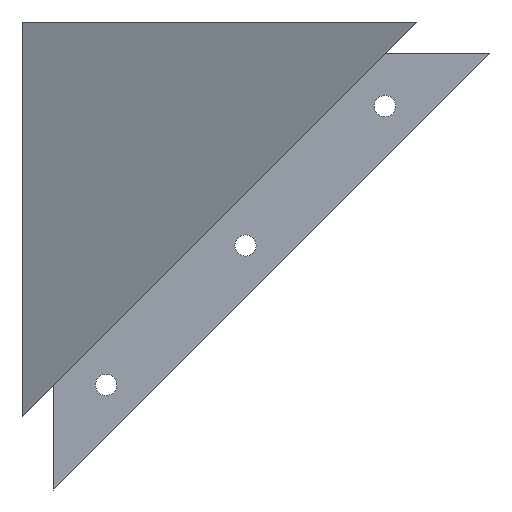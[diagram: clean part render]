
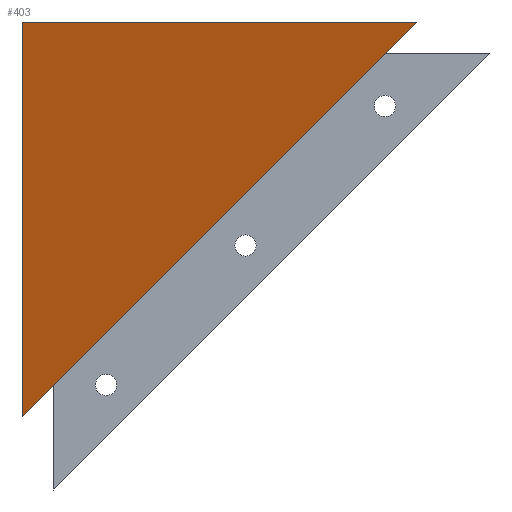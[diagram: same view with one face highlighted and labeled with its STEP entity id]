
A CAD part, front view. The second image highlights one B-rep face of the part: STEP entity #403.
In plain terms, the highlighted planar face has unit normal (-0.577, -0.577, 0.577).
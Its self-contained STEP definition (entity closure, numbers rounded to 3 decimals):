
#23=PLANE('',#455);
#53=LINE('',#667,#86);
#54=LINE('',#669,#87);
#56=LINE('',#673,#89);
#86=VECTOR('',#559,1000.);
#87=VECTOR('',#562,1000.);
#89=VECTOR('',#566,1000.);
#189=ORIENTED_EDGE('',*,*,#240,.T.);
#190=ORIENTED_EDGE('',*,*,#239,.T.);
#191=ORIENTED_EDGE('',*,*,#242,.T.);
#239=EDGE_CURVE('',#273,#274,#53,.T.);
#240=EDGE_CURVE('',#275,#273,#54,.T.);
#242=EDGE_CURVE('',#274,#275,#56,.T.);
#273=VERTEX_POINT('',#664);
#274=VERTEX_POINT('',#666);
#275=VERTEX_POINT('',#670);
#333=EDGE_LOOP('',(#189,#190,#191));
#373=FACE_BOUND('',#333,.T.);
#403=ADVANCED_FACE('',(#373),#23,.T.);
#455=AXIS2_PLACEMENT_3D('',#674,#567,#568);
#559=DIRECTION('',(-0.707,0.707,0.));
#562=DIRECTION('',(0.707,0.,0.707));
#566=DIRECTION('',(0.,-0.707,-0.707));
#567=DIRECTION('',(-0.577,-0.577,0.577));
#568=DIRECTION('',(0.707,0.,0.707));
#664=CARTESIAN_POINT('',(50.,0.,50.));
#666=CARTESIAN_POINT('',(0.,50.,50.));
#667=CARTESIAN_POINT('',(25.,25.,50.));
#669=CARTESIAN_POINT('',(25.,0.,25.));
#670=CARTESIAN_POINT('',(0.,0.,0.));
#673=CARTESIAN_POINT('',(0.,25.,25.));
#674=CARTESIAN_POINT('',(0.,-0.001,-0.001));
